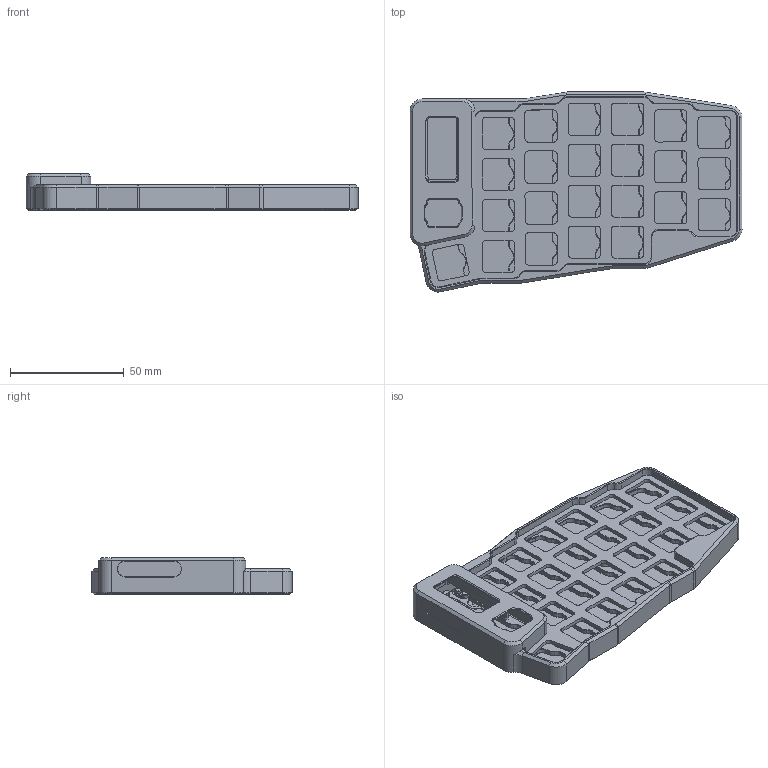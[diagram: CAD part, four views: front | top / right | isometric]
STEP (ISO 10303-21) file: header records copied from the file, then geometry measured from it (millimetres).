
FILE_DESCRIPTION(('HOOPS Exchange Step'),'2;1');
FILE_NAME('temp_export','2023-09-21T22:53:16+09:30',('mobile'),('Shapr3D Limited'),'HOOPS Exchange 2023.2','Shapr3D','Authorized');
FILE_SCHEMA( ('AUTOMOTIVE_DESIGN { 1 0 10303 214 1 1 1 1 }') );
Length unit declared in the file: millimetre
Products named in the file (3): Bottom Spacer; Bottom Insulators; root
Assembly tree (2 placements, depth 2):
  root
    Bottom Spacer
    Bottom Insulators
Bounding box: 145.83 x 87.91 x 16.2 mm (x, y, z)
Volume: 47893.1 mm3; surface area: 78990.5 mm2
Topology: 20 solids, 21 shells, 2195 faces, 6188 edges, 4079 vertices
Faces by surface type: cylinder 1089, plane 1003, cone 101, bspline 2
Full cylindrical faces by diameter (mm): 1.65 x1, 2 x9, 2.3 x1, 2.5 x2, 3.1 x1, 4 x9, 4.2 x4, 4.3 x1, 6.4 x1, 6.9 x1
Entity records: 72083 total; most frequent: DIRECTION 12918, CARTESIAN_POINT 12617, ORIENTED_EDGE 12386, EDGE_CURVE 6193, AXIS2_PLACEMENT_3D 4547, VERTEX_POINT 4084, VECTOR 3824, LINE 3824
